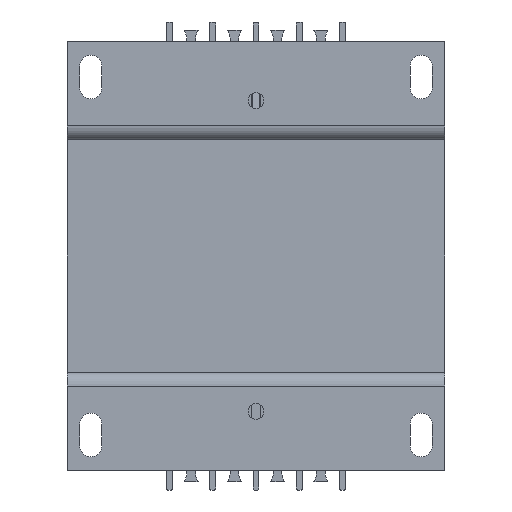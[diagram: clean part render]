
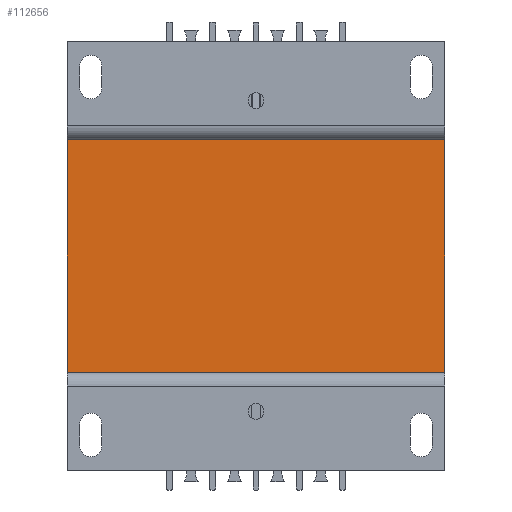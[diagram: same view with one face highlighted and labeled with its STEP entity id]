
A CAD part, front view. The second image highlights one B-rep face of the part: STEP entity #112656.
In plain terms, the highlighted planar face has unit normal (0, -1, 0).
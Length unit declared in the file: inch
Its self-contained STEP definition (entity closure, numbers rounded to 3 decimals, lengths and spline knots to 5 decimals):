
#531 = DIRECTION ( 'NONE',  ( 1., 0., 0. ) ) ;
#3320 = CARTESIAN_POINT ( 'NONE',  ( -1.88976, -1.5748, 1.16142 ) ) ;
#6404 = CARTESIAN_POINT ( 'NONE',  ( 1.88976, -1.5748, -1.16142 ) ) ;
#9635 = LINE ( 'NONE', #67367, #124781 ) ;
#14389 = PLANE ( 'NONE',  #119460 ) ;
#20492 = LINE ( 'NONE', #3320, #90430 ) ;
#35271 = VERTEX_POINT ( 'NONE', #70823 ) ;
#45329 = LINE ( 'NONE', #99615, #127845 ) ;
#47613 = ORIENTED_EDGE ( 'NONE', *, *, #121515, .F. ) ;
#50175 = EDGE_LOOP ( 'NONE', ( #98170, #56608, #91148, #47613 ) ) ;
#50888 = CARTESIAN_POINT ( 'NONE',  ( 1.88976, -1.5748, 1.16142 ) ) ;
#56608 = ORIENTED_EDGE ( 'NONE', *, *, #57261, .F. ) ;
#57261 = EDGE_CURVE ( 'NONE', #35271, #119227, #45329, .T. ) ;
#60030 = DIRECTION ( 'NONE',  ( 0., 0., -1. ) ) ;
#61814 = EDGE_CURVE ( 'NONE', #119227, #67181, #114557, .T. ) ;
#67181 = VERTEX_POINT ( 'NONE', #6404 ) ;
#67367 = CARTESIAN_POINT ( 'NONE',  ( -1.88976, -1.5748, -1.16142 ) ) ;
#70823 = CARTESIAN_POINT ( 'NONE',  ( -1.88976, -1.5748, 1.16142 ) ) ;
#75188 = DIRECTION ( 'NONE',  ( 0., 0., 1. ) ) ;
#75610 = DIRECTION ( 'NONE',  ( 0., 1., 0. ) ) ;
#78608 = VECTOR ( 'NONE', #60030, 39.37008 ) ;
#83688 = DIRECTION ( 'NONE',  ( 0., 0., 1. ) ) ;
#85470 = CARTESIAN_POINT ( 'NONE',  ( -1.88976, -1.5748, -1.16142 ) ) ;
#86110 = VERTEX_POINT ( 'NONE', #85470 ) ;
#87970 = EDGE_CURVE ( 'NONE', #86110, #35271, #20492, .T. ) ;
#90430 = VECTOR ( 'NONE', #83688, 39.37008 ) ;
#91148 = ORIENTED_EDGE ( 'NONE', *, *, #87970, .F. ) ;
#94738 = CARTESIAN_POINT ( 'NONE',  ( -1.88976, -1.5748, 1.16142 ) ) ;
#98170 = ORIENTED_EDGE ( 'NONE', *, *, #61814, .F. ) ;
#99615 = CARTESIAN_POINT ( 'NONE',  ( -1.88976, -1.5748, 1.16142 ) ) ;
#108201 = DIRECTION ( 'NONE',  ( -1., 0., 0. ) ) ;
#112656 = ADVANCED_FACE ( 'NONE', ( #113831 ), #14389, .F. ) ;
#113831 = FACE_OUTER_BOUND ( 'NONE', #50175, .T. ) ;
#114557 = LINE ( 'NONE', #50888, #78608 ) ;
#119227 = VERTEX_POINT ( 'NONE', #122941 ) ;
#119460 = AXIS2_PLACEMENT_3D ( 'NONE', #94738, #75610, #75188 ) ;
#121515 = EDGE_CURVE ( 'NONE', #67181, #86110, #9635, .T. ) ;
#122941 = CARTESIAN_POINT ( 'NONE',  ( 1.88976, -1.5748, 1.16142 ) ) ;
#124781 = VECTOR ( 'NONE', #108201, 39.37008 ) ;
#127845 = VECTOR ( 'NONE', #531, 39.37008 ) ;
